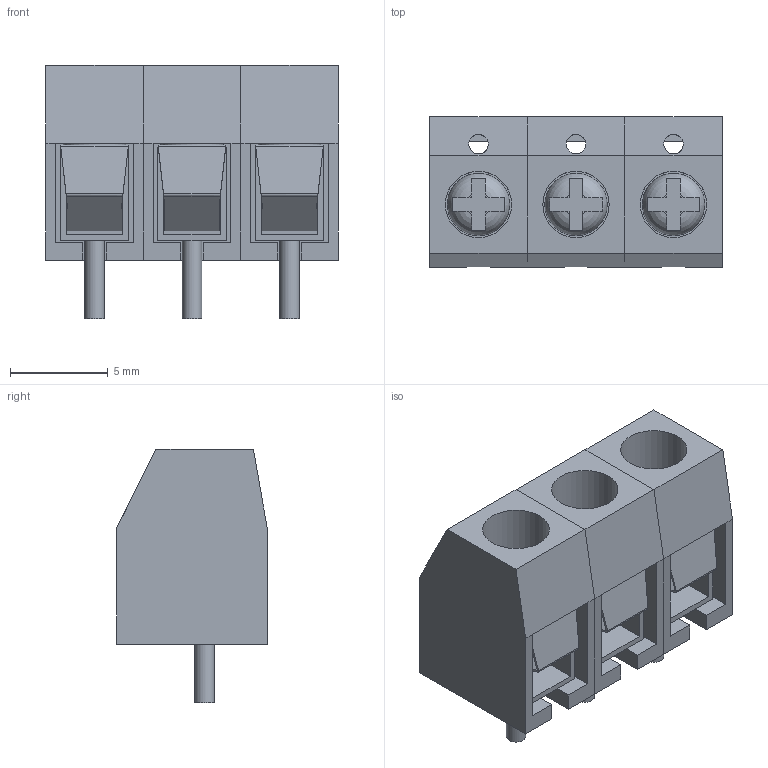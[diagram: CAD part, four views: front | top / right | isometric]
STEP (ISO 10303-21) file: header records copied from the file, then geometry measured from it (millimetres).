
FILE_DESCRIPTION(('FreeCAD Model'),'2;1');
FILE_NAME('Part_cp.step','2021-06-24T13:13:32',('kicad StepUp'),('ksu MCAD' ),'Open CASCADE STEP processor 7.4','FreeCAD','Unknown');
FILE_SCHEMA(('AUTOMOTIVE_DESIGN { 1 0 10303 214 1 1 1 1 }'));
Length unit declared in the file: millimetre
Products named in the file (1): Part_cp
Bounding box: 15 x 7.7 x 13 mm (x, y, z)
Volume: 672.8 mm3; surface area: 2126.4 mm2
Topology: 6 solids, 6 shells, 207 faces, 1683 edges, 2565 vertices
Faces by surface type: plane 180, cylinder 24, revolution 3
Full cylindrical faces by diameter (mm): 1 x6, 3.2 x3, 3.4 x3
Entity records: 21008 total; most frequent: CARTESIAN_POINT 6436, DIRECTION 2192, LINE 1359, VECTOR 1359, ORIENTED_EDGE 1122, GEOMETRIC_CURVE_SET 1122, TRIMMED_CURVE 1122, EDGE_CURVE 561
